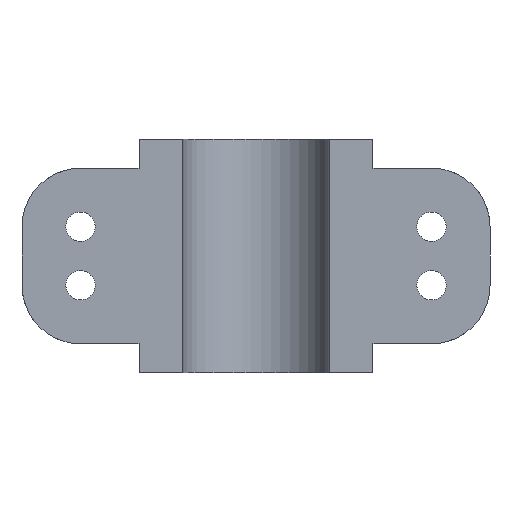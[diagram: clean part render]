
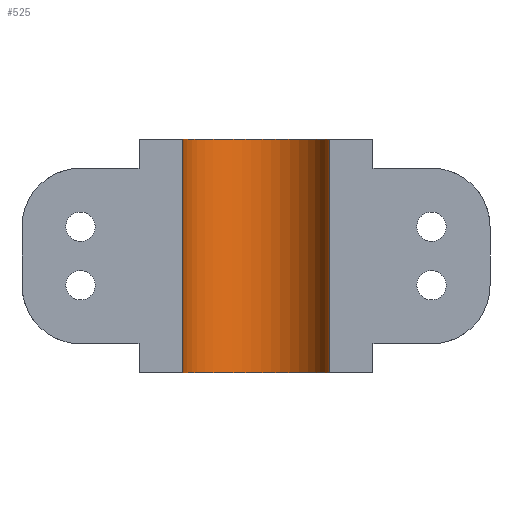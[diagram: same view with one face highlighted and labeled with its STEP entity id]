
A CAD part, front view. The second image highlights one B-rep face of the part: STEP entity #525.
In plain terms, the highlighted free-form (B-spline) face has degree [2, 1] with [5, 2] control points.
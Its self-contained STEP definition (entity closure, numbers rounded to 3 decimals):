
#525 = ADVANCED_FACE('',(#526),#562,.F.);
#526 = FACE_BOUND('',#527,.F.);
#527 = EDGE_LOOP('',(#528,#540,#547,#557));
#528 = ORIENTED_EDGE('',*,*,#529,.T.);
#529 = EDGE_CURVE('',#530,#532,#534,.T.);
#530 = VERTEX_POINT('',#531);
#531 = CARTESIAN_POINT('',(-24.909,0.,39.855));
#532 = VERTEX_POINT('',#533);
#533 = CARTESIAN_POINT('',(24.909,0.,39.855));
#534 = ( BOUNDED_CURVE() B_SPLINE_CURVE(2,(#535,#536,#537,#538,#539),
.UNSPECIFIED.,.F.,.F.) B_SPLINE_CURVE_WITH_KNOTS((3,2,3),(3.142,
4.712,6.283),.PIECEWISE_BEZIER_KNOTS.) CURVE() 
GEOMETRIC_REPRESENTATION_ITEM() RATIONAL_B_SPLINE_CURVE((1.,
0.707,1.,0.707,1.)) REPRESENTATION_ITEM('') );
#535 = CARTESIAN_POINT('',(-24.909,0.,
    39.855));
#536 = CARTESIAN_POINT('',(-24.909,24.909,
    39.855));
#537 = CARTESIAN_POINT('',(0.,24.909,
    39.855));
#538 = CARTESIAN_POINT('',(24.909,24.909,
    39.855));
#539 = CARTESIAN_POINT('',(24.909,0.,
    39.855));
#540 = ORIENTED_EDGE('',*,*,#541,.T.);
#541 = EDGE_CURVE('',#532,#542,#544,.T.);
#542 = VERTEX_POINT('',#543);
#543 = CARTESIAN_POINT('',(24.909,0.,-39.855));
#544 = B_SPLINE_CURVE_WITH_KNOTS('',1,(#545,#546),.UNSPECIFIED.,.F.,.F.,
  (2,2),(-0.,80.),.PIECEWISE_BEZIER_KNOTS.);
#545 = CARTESIAN_POINT('',(24.909,0.,39.855));
#546 = CARTESIAN_POINT('',(24.909,0.,-39.855));
#547 = ORIENTED_EDGE('',*,*,#548,.F.);
#548 = EDGE_CURVE('',#549,#542,#551,.T.);
#549 = VERTEX_POINT('',#550);
#550 = CARTESIAN_POINT('',(-24.909,0.,-39.855));
#551 = ( BOUNDED_CURVE() B_SPLINE_CURVE(2,(#552,#553,#554,#555,#556),
.UNSPECIFIED.,.F.,.F.) B_SPLINE_CURVE_WITH_KNOTS((3,2,3),(3.142,
4.712,6.283),.PIECEWISE_BEZIER_KNOTS.) CURVE() 
GEOMETRIC_REPRESENTATION_ITEM() RATIONAL_B_SPLINE_CURVE((1.,
0.707,1.,0.707,1.)) REPRESENTATION_ITEM('') );
#552 = CARTESIAN_POINT('',(-24.909,0.,
    -39.855));
#553 = CARTESIAN_POINT('',(-24.909,24.909,
    -39.855));
#554 = CARTESIAN_POINT('',(0.,24.909,
    -39.855));
#555 = CARTESIAN_POINT('',(24.909,24.909,
    -39.855));
#556 = CARTESIAN_POINT('',(24.909,0.,
    -39.855));
#557 = ORIENTED_EDGE('',*,*,#558,.F.);
#558 = EDGE_CURVE('',#530,#549,#559,.T.);
#559 = B_SPLINE_CURVE_WITH_KNOTS('',1,(#560,#561),.UNSPECIFIED.,.F.,.F.,
  (2,2),(-0.,80.),.PIECEWISE_BEZIER_KNOTS.);
#560 = CARTESIAN_POINT('',(-24.909,0.,39.855));
#561 = CARTESIAN_POINT('',(-24.909,0.,-39.855));
#562 = ( BOUNDED_SURFACE() B_SPLINE_SURFACE(2,1,(
    (#563,#564)
    ,(#565,#566)
    ,(#567,#568)
    ,(#569,#570)
,(#571,#572
    )),.UNSPECIFIED.,.F.,.F.,.F.) B_SPLINE_SURFACE_WITH_KNOTS((3,2,3),(2
    ,2),(0.,1.571,3.142),(0.,80.),
.PIECEWISE_BEZIER_KNOTS.) GEOMETRIC_REPRESENTATION_ITEM() 
RATIONAL_B_SPLINE_SURFACE((
    (1.,1.)
    ,(0.707,0.707)
    ,(1.,1.)
    ,(0.707,0.707)
,(1.,1.))) REPRESENTATION_ITEM('') SURFACE() );
#563 = CARTESIAN_POINT('',(-24.909,0.,39.855));
#564 = CARTESIAN_POINT('',(-24.909,0.,-39.855));
#565 = CARTESIAN_POINT('',(-24.909,24.909,
    39.855));
#566 = CARTESIAN_POINT('',(-24.909,24.909,
    -39.855));
#567 = CARTESIAN_POINT('',(0.,24.909,
    39.855));
#568 = CARTESIAN_POINT('',(0.,24.909,
    -39.855));
#569 = CARTESIAN_POINT('',(24.909,24.909,
    39.855));
#570 = CARTESIAN_POINT('',(24.909,24.909,
    -39.855));
#571 = CARTESIAN_POINT('',(24.909,0.,
    39.855));
#572 = CARTESIAN_POINT('',(24.909,0.,
    -39.855));
